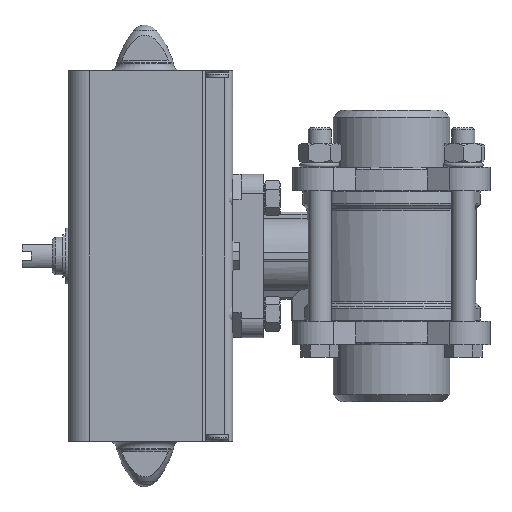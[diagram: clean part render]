
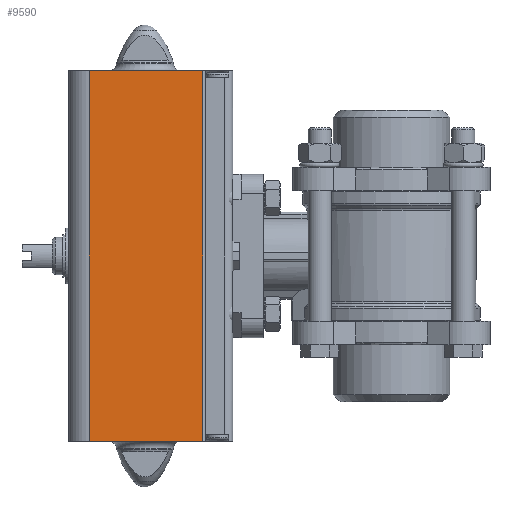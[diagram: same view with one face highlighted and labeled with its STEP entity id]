
A CAD part, left-side view. The second image highlights one B-rep face of the part: STEP entity #9590.
In plain terms, the highlighted planar face has unit normal (-1, 0, 0).
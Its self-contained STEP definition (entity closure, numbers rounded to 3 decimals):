
#2674=ORIENTED_EDGE('',*,*,#4485,.T.);
#2675=ORIENTED_EDGE('',*,*,#4486,.F.);
#2676=ORIENTED_EDGE('',*,*,#4487,.F.);
#2677=ORIENTED_EDGE('',*,*,#4488,.T.);
#4485=EDGE_CURVE('',#5517,#5518,#6274,.T.);
#4486=EDGE_CURVE('',#5519,#5518,#6275,.T.);
#4487=EDGE_CURVE('',#5520,#5519,#6276,.T.);
#4488=EDGE_CURVE('',#5520,#5517,#6277,.T.);
#5517=VERTEX_POINT('',#16271);
#5518=VERTEX_POINT('',#16272);
#5519=VERTEX_POINT('',#16274);
#5520=VERTEX_POINT('',#16276);
#6274=LINE('',#16270,#6985);
#6275=LINE('',#16273,#6986);
#6276=LINE('',#16275,#6987);
#6277=LINE('',#16277,#6988);
#6985=VECTOR('',#12713,1000.);
#6986=VECTOR('',#12714,1000.);
#6987=VECTOR('',#12715,1000.);
#6988=VECTOR('',#12716,1000.);
#7724=EDGE_LOOP('',(#2674,#2675,#2676,#2677));
#8548=FACE_BOUND('',#7724,.T.);
#9099=PLANE('',#10551);
#9590=ADVANCED_FACE('',(#8548),#9099,.F.);
#10551=AXIS2_PLACEMENT_3D('',#16269,#12711,#12712);
#12711=DIRECTION('',(1.,0.,0.));
#12712=DIRECTION('',(0.,0.,-1.));
#12713=DIRECTION('',(0.,-1.,0.));
#12714=DIRECTION('',(0.,0.,-1.));
#12715=DIRECTION('',(0.,-1.,0.));
#12716=DIRECTION('',(0.,0.,-1.));
#16269=CARTESIAN_POINT('',(-32.7,23.9,79.5));
#16270=CARTESIAN_POINT('',(-32.7,23.9,-79.5));
#16271=CARTESIAN_POINT('',(-32.7,23.9,-79.5));
#16272=CARTESIAN_POINT('',(-32.7,-24.7,-79.5));
#16273=CARTESIAN_POINT('',(-32.7,-24.7,79.5));
#16274=CARTESIAN_POINT('',(-32.7,-24.7,79.5));
#16275=CARTESIAN_POINT('',(-32.7,23.9,79.5));
#16276=CARTESIAN_POINT('',(-32.7,23.9,79.5));
#16277=CARTESIAN_POINT('',(-32.7,23.9,79.5));
